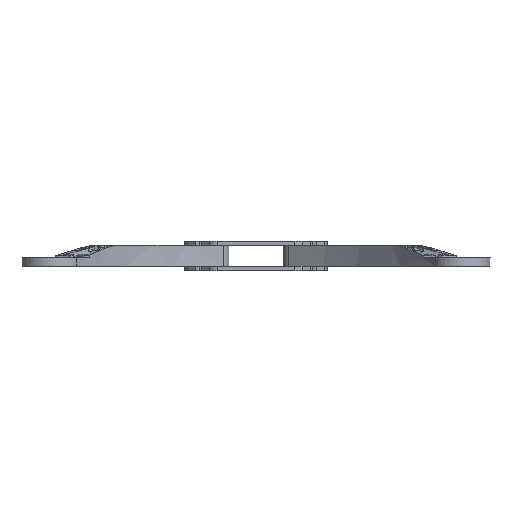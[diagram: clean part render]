
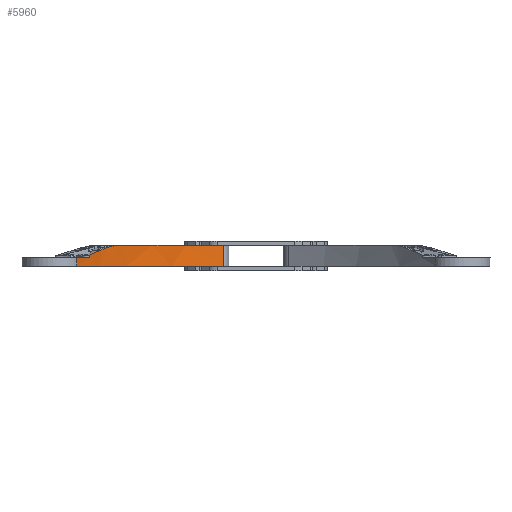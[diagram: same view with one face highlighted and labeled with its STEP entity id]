
A CAD part, top view. The second image highlights one B-rep face of the part: STEP entity #5960.
In plain terms, the highlighted free-form (B-spline) face has degree [1, 2] with [2, 3] control points.
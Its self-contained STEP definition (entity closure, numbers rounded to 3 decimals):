
#22 = VERTEX_POINT('',#23);
#23 = CARTESIAN_POINT('',(-108.394,1.769,129.57
    ));
#52 = VERTEX_POINT('',#53);
#53 = CARTESIAN_POINT('',(-108.394,0.,129.57));
#61 = EDGE_CURVE('',#52,#22,#62,.T.);
#62 = B_SPLINE_CURVE_WITH_KNOTS('',1,(#63,#64),.UNSPECIFIED.,.F.,.F.,(2,
    2),(0.4,0.529),.PIECEWISE_BEZIER_KNOTS.);
#63 = CARTESIAN_POINT('',(-108.394,0.,129.57));
#64 = CARTESIAN_POINT('',(-108.394,1.769,129.57
    ));
#135 = EDGE_CURVE('',#22,#136,#138,.T.);
#136 = VERTEX_POINT('',#137);
#137 = CARTESIAN_POINT('',(-101.131,4.939,119.157
    ));
#138 = B_SPLINE_CURVE_WITH_KNOTS('',3,(#139,#140,#141,#142),
  .UNSPECIFIED.,.F.,.F.,(4,4),(4.144,5.065),
  .PIECEWISE_BEZIER_KNOTS.);
#139 = CARTESIAN_POINT('',(-108.394,1.769,
    129.57));
#140 = CARTESIAN_POINT('',(-106.015,2.561,
    125.985));
#141 = CARTESIAN_POINT('',(-103.582,3.621,
    122.503));
#142 = CARTESIAN_POINT('',(-101.131,4.939,119.157
    ));
#5604 = VERTEX_POINT('',#5605);
#5605 = CARTESIAN_POINT('',(-87.996,8.231,
    102.599));
#5610 = EDGE_CURVE('',#5604,#5611,#5613,.T.);
#5611 = VERTEX_POINT('',#5612);
#5612 = CARTESIAN_POINT('',(-21.329,8.231,
    46.236));
#5613 = ( BOUNDED_CURVE() B_SPLINE_CURVE(2,(#5614,#5615,#5616),
.UNSPECIFIED.,.F.,.F.) B_SPLINE_CURVE_WITH_KNOTS((3,3),(-0.32,0.
),.PIECEWISE_BEZIER_KNOTS.) CURVE() GEOMETRIC_REPRESENTATION_ITEM() 
RATIONAL_B_SPLINE_CURVE((1.,0.987,1.)) REPRESENTATION_ITEM('') 
  );
#5614 = CARTESIAN_POINT('',(-87.996,8.231,
    102.599));
#5615 = CARTESIAN_POINT('',(-59.203,8.231,
    69.047));
#5616 = CARTESIAN_POINT('',(-21.329,8.231,
    46.236));
#5696 = EDGE_CURVE('',#136,#5604,#5697,.T.);
#5697 = B_SPLINE_CURVE_WITH_KNOTS('',3,(#5698,#5699,#5700,#5701,#5702,
    #5703),.UNSPECIFIED.,.F.,.F.,(4,2,4),(21.263,21.818
    ,22.774),.UNSPECIFIED.);
#5698 = CARTESIAN_POINT('',(-101.131,4.939,
    119.157));
#5699 = CARTESIAN_POINT('',(-99.619,5.752,
    117.092));
#5700 = CARTESIAN_POINT('',(-98.056,6.416,
    115.019));
#5701 = CARTESIAN_POINT('',(-93.702,7.809,
    109.414));
#5702 = CARTESIAN_POINT('',(-90.843,8.231,
    105.918));
#5703 = CARTESIAN_POINT('',(-87.996,8.231,
    102.599));
#5960 = ADVANCED_FACE('',(#5961),#5995,.T.);
#5961 = FACE_BOUND('',#5962,.T.);
#5962 = EDGE_LOOP('',(#5963,#5971,#5978,#5986,#5991,#5992,#5993,#5994));
#5963 = ORIENTED_EDGE('',*,*,#5964,.T.);
#5964 = EDGE_CURVE('',#52,#5965,#5967,.T.);
#5965 = VERTEX_POINT('',#5966);
#5966 = CARTESIAN_POINT('',(-116.793,0.,143.06));
#5967 = ( BOUNDED_CURVE() B_SPLINE_CURVE(2,(#5968,#5969,#5970),
.UNSPECIFIED.,.F.,.F.) B_SPLINE_CURVE_WITH_KNOTS((3,3),(0.443,
0.501),.PIECEWISE_BEZIER_KNOTS.) CURVE() 
GEOMETRIC_REPRESENTATION_ITEM() RATIONAL_B_SPLINE_CURVE((1.,
1.,1.)) REPRESENTATION_ITEM('') );
#5968 = CARTESIAN_POINT('',(-108.394,0.,129.57));
#5969 = CARTESIAN_POINT('',(-112.789,0.,136.193));
#5970 = CARTESIAN_POINT('',(-116.793,0.,143.06));
#5971 = ORIENTED_EDGE('',*,*,#5972,.F.);
#5972 = EDGE_CURVE('',#5973,#5965,#5975,.T.);
#5973 = VERTEX_POINT('',#5974);
#5974 = CARTESIAN_POINT('',(-116.793,-5.488,
    143.06));
#5975 = B_SPLINE_CURVE_WITH_KNOTS('',1,(#5976,#5977),.UNSPECIFIED.,.F.,
  .F.,(2,2),(0.,0.4),.PIECEWISE_BEZIER_KNOTS.);
#5976 = CARTESIAN_POINT('',(-116.793,-5.488,
    143.06));
#5977 = CARTESIAN_POINT('',(-116.793,0.,143.06));
#5978 = ORIENTED_EDGE('',*,*,#5979,.F.);
#5979 = EDGE_CURVE('',#5980,#5973,#5982,.T.);
#5980 = VERTEX_POINT('',#5981);
#5981 = CARTESIAN_POINT('',(-21.329,-5.488,
    46.236));
#5982 = ( BOUNDED_CURVE() B_SPLINE_CURVE(2,(#5983,#5984,#5985),
.UNSPECIFIED.,.F.,.F.) B_SPLINE_CURVE_WITH_KNOTS((3,3),(0.,
0.501),.PIECEWISE_BEZIER_KNOTS.) CURVE() 
GEOMETRIC_REPRESENTATION_ITEM() RATIONAL_B_SPLINE_CURVE((1.,
0.969,1.)) REPRESENTATION_ITEM('') );
#5983 = CARTESIAN_POINT('',(-21.329,-5.488,
    46.236));
#5984 = CARTESIAN_POINT('',(-81.443,-5.488,
    82.44));
#5985 = CARTESIAN_POINT('',(-116.793,-5.488,
    143.06));
#5986 = ORIENTED_EDGE('',*,*,#5987,.T.);
#5987 = EDGE_CURVE('',#5980,#5611,#5988,.T.);
#5988 = B_SPLINE_CURVE_WITH_KNOTS('',1,(#5989,#5990),.UNSPECIFIED.,.F.,
  .F.,(2,2),(0.,1.),.PIECEWISE_BEZIER_KNOTS.);
#5989 = CARTESIAN_POINT('',(-21.329,-5.488,
    46.236));
#5990 = CARTESIAN_POINT('',(-21.329,8.231,
    46.236));
#5991 = ORIENTED_EDGE('',*,*,#5610,.F.);
#5992 = ORIENTED_EDGE('',*,*,#5696,.F.);
#5993 = ORIENTED_EDGE('',*,*,#135,.F.);
#5994 = ORIENTED_EDGE('',*,*,#61,.F.);
#5995 = ( BOUNDED_SURFACE() B_SPLINE_SURFACE(1,2,(
    (#5996,#5997,#5998)
    ,(#5999,#6000,#6001
)),.UNSPECIFIED.,.F.,.F.,.F.) B_SPLINE_SURFACE_WITH_KNOTS((2,2),(3,3),(
    0.,0.05),(0.,0.501),.PIECEWISE_BEZIER_KNOTS.) 
GEOMETRIC_REPRESENTATION_ITEM() RATIONAL_B_SPLINE_SURFACE((
    (1.,0.969,1.)
,(1.,0.969,1.))) REPRESENTATION_ITEM('') SURFACE() );
#5996 = CARTESIAN_POINT('',(-21.329,-5.488,
    46.236));
#5997 = CARTESIAN_POINT('',(-81.443,-5.488,
    82.44));
#5998 = CARTESIAN_POINT('',(-116.793,-5.488,
    143.06));
#5999 = CARTESIAN_POINT('',(-21.329,8.231,
    46.236));
#6000 = CARTESIAN_POINT('',(-81.443,8.231,
    82.44));
#6001 = CARTESIAN_POINT('',(-116.793,8.231,
    143.06));
